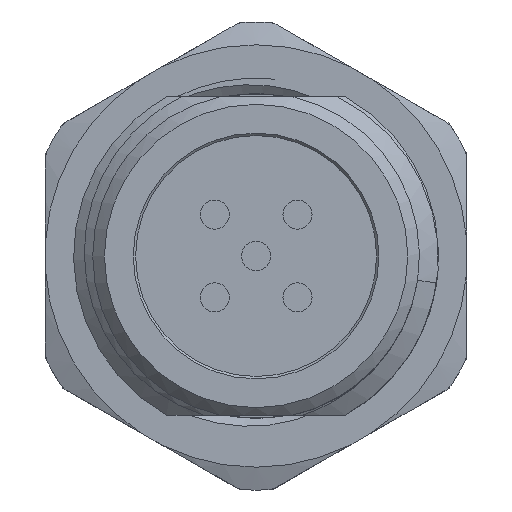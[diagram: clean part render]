
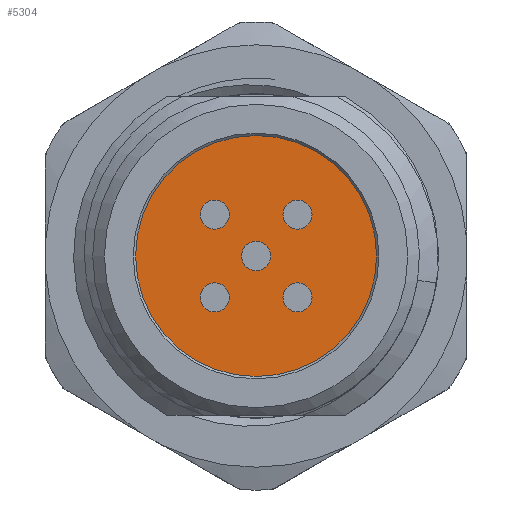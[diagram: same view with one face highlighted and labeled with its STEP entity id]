
A CAD part, left-side view. The second image highlights one B-rep face of the part: STEP entity #5304.
In plain terms, the highlighted planar face has unit normal (-1, 0, 0).
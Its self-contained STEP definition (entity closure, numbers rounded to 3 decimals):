
#965=PLANE('',#6158);
#2110=ORIENTED_EDGE('',*,*,#2870,.T.);
#2870=EDGE_CURVE('',#3442,#3442,#3788,.F.);
#3442=VERTEX_POINT('',#26909);
#3788=CIRCLE('',#6073,5.15);
#4304=EDGE_LOOP('',(#2110));
#4820=FACE_BOUND('',#4304,.T.);
#5304=ADVANCED_FACE('',(#4820),#965,.F.);
#6073=AXIS2_PLACEMENT_3D('',#26908,#7271,#7272);
#6158=AXIS2_PLACEMENT_3D('',#27084,#7475,#7476);
#7271=DIRECTION('',(1.,0.,0.));
#7272=DIRECTION('',(0.,0.,-1.));
#7475=DIRECTION('',(1.,0.,0.));
#7476=DIRECTION('',(0.,0.,-1.));
#26908=CARTESIAN_POINT('',(-3.25,0.,0.));
#26909=CARTESIAN_POINT('',(-3.25,0.,-5.15));
#27084=CARTESIAN_POINT('',(-3.25,0.,0.));
